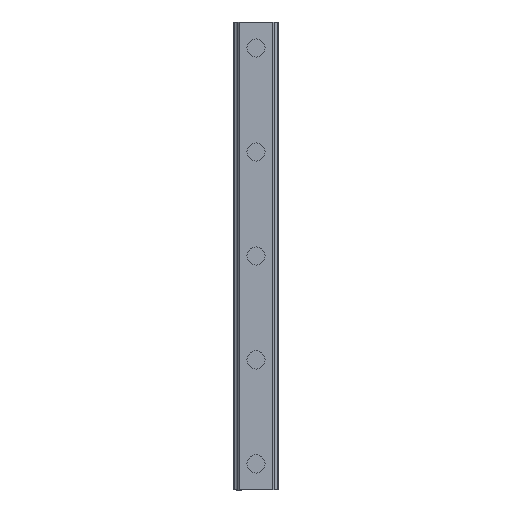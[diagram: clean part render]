
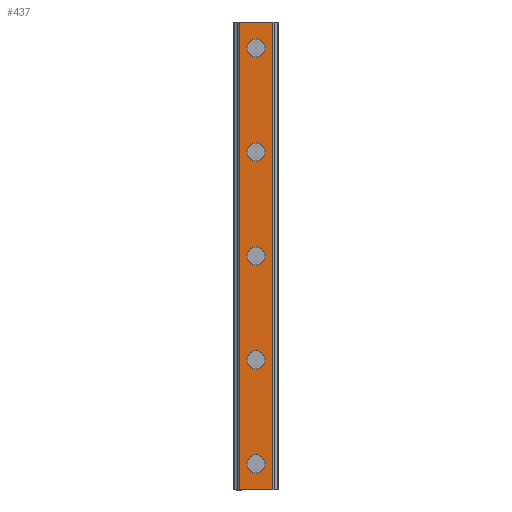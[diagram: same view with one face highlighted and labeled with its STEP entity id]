
A CAD part, top view. The second image highlights one B-rep face of the part: STEP entity #437.
In plain terms, the highlighted planar face has unit normal (0, 0, 1).
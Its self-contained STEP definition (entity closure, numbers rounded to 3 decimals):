
#437=ADVANCED_FACE('',(#898,#899,#900,#901,#902,#903),#904,.T.);
#898=FACE_BOUND('',#1381,.T.);
#899=FACE_BOUND('',#1382,.T.);
#900=FACE_BOUND('',#1383,.T.);
#901=FACE_BOUND('',#1384,.T.);
#902=FACE_BOUND('',#1385,.T.);
#903=FACE_OUTER_BOUND('',#1386,.T.);
#904=PLANE('',#1387);
#1381=EDGE_LOOP('',(#2657,#2658));
#1382=EDGE_LOOP('',(#2659,#2660));
#1383=EDGE_LOOP('',(#2661,#2662));
#1384=EDGE_LOOP('',(#2663,#2664));
#1385=EDGE_LOOP('',(#2665,#2666));
#1386=EDGE_LOOP('',(#2667,#2668,#2669,#2670));
#1387=AXIS2_PLACEMENT_3D('',#2671,#2672,#2673);
#2657=ORIENTED_EDGE('',*,*,#2900,.T.);
#2658=ORIENTED_EDGE('',*,*,#3285,.T.);
#2659=ORIENTED_EDGE('',*,*,#2890,.T.);
#2660=ORIENTED_EDGE('',*,*,#3291,.T.);
#2661=ORIENTED_EDGE('',*,*,#2880,.T.);
#2662=ORIENTED_EDGE('',*,*,#3297,.T.);
#2663=ORIENTED_EDGE('',*,*,#2870,.T.);
#2664=ORIENTED_EDGE('',*,*,#3303,.T.);
#2665=ORIENTED_EDGE('',*,*,#2860,.T.);
#2666=ORIENTED_EDGE('',*,*,#3309,.T.);
#2667=ORIENTED_EDGE('',*,*,#3264,.T.);
#2668=ORIENTED_EDGE('',*,*,#3356,.F.);
#2669=ORIENTED_EDGE('',*,*,#3134,.T.);
#2670=ORIENTED_EDGE('',*,*,#3354,.T.);
#2671=CARTESIAN_POINT('',(0.0,360.0,27.5));
#2672=DIRECTION('',(0.0,0.0,1.0));
#2673=DIRECTION('',(-1.0,0.0,0.0));
#2860=EDGE_CURVE('',#3412,#3409,#3413,.T.);
#2870=EDGE_CURVE('',#3430,#3427,#3431,.T.);
#2880=EDGE_CURVE('',#3448,#3445,#3449,.T.);
#2890=EDGE_CURVE('',#3466,#3463,#3467,.T.);
#2900=EDGE_CURVE('',#3484,#3481,#3485,.T.);
#3134=EDGE_CURVE('',#3838,#3836,#3839,.T.);
#3264=EDGE_CURVE('',#4053,#4051,#4054,.T.);
#3285=EDGE_CURVE('',#3481,#3484,#4093,.T.);
#3291=EDGE_CURVE('',#3463,#3466,#4099,.T.);
#3297=EDGE_CURVE('',#3445,#3448,#4105,.T.);
#3303=EDGE_CURVE('',#3427,#3430,#4111,.T.);
#3309=EDGE_CURVE('',#3409,#3412,#4117,.T.);
#3354=EDGE_CURVE('',#3836,#4053,#4162,.T.);
#3356=EDGE_CURVE('',#3838,#4051,#4164,.T.);
#3409=VERTEX_POINT('',#4219);
#3412=VERTEX_POINT('',#4223);
#3413=CIRCLE('',#4224,7.0);
#3427=VERTEX_POINT('',#4241);
#3430=VERTEX_POINT('',#4245);
#3431=CIRCLE('',#4246,7.0);
#3445=VERTEX_POINT('',#4263);
#3448=VERTEX_POINT('',#4267);
#3449=CIRCLE('',#4268,7.0);
#3463=VERTEX_POINT('',#4285);
#3466=VERTEX_POINT('',#4289);
#3467=CIRCLE('',#4290,7.0);
#3481=VERTEX_POINT('',#4307);
#3484=VERTEX_POINT('',#4311);
#3485=CIRCLE('',#4312,7.0);
#3836=VERTEX_POINT('',#4799);
#3838=VERTEX_POINT('',#4802);
#3839=LINE('',#4803,#4804);
#4051=VERTEX_POINT('',#5102);
#4053=VERTEX_POINT('',#5105);
#4054=LINE('',#5106,#5107);
#4093=CIRCLE('',#5156,7.0);
#4099=CIRCLE('',#5162,7.0);
#4105=CIRCLE('',#5168,7.0);
#4111=CIRCLE('',#5174,7.0);
#4117=CIRCLE('',#5180,7.0);
#4162=LINE('',#5245,#5246);
#4164=LINE('',#5248,#5249);
#4219=CARTESIAN_POINT('',(7.0,20.0,27.5));
#4223=CARTESIAN_POINT('',(-7.0,20.0,27.5));
#4224=AXIS2_PLACEMENT_3D('',#5321,#5322,#5323);
#4241=CARTESIAN_POINT('',(7.0,100.0,27.5));
#4245=CARTESIAN_POINT('',(-7.0,100.0,27.5));
#4246=AXIS2_PLACEMENT_3D('',#5337,#5338,#5339);
#4263=CARTESIAN_POINT('',(7.0,180.0,27.5));
#4267=CARTESIAN_POINT('',(-7.0,180.0,27.5));
#4268=AXIS2_PLACEMENT_3D('',#5353,#5354,#5355);
#4285=CARTESIAN_POINT('',(7.0,260.0,27.5));
#4289=CARTESIAN_POINT('',(-7.0,260.0,27.5));
#4290=AXIS2_PLACEMENT_3D('',#5369,#5370,#5371);
#4307=CARTESIAN_POINT('',(7.0,340.0,27.5));
#4311=CARTESIAN_POINT('',(-7.0,340.0,27.5));
#4312=AXIS2_PLACEMENT_3D('',#5385,#5386,#5387);
#4799=CARTESIAN_POINT('',(-13.042,360.0,27.5));
#4802=CARTESIAN_POINT('',(13.042,360.0,27.5));
#4803=CARTESIAN_POINT('',(13.042,360.0,27.5));
#4804=VECTOR('',#5630,1.0);
#5102=CARTESIAN_POINT('',(13.042,0.0,27.5));
#5105=CARTESIAN_POINT('',(-13.042,0.0,27.5));
#5106=CARTESIAN_POINT('',(13.042,0.0,27.5));
#5107=VECTOR('',#5772,1.0);
#5156=AXIS2_PLACEMENT_3D('',#5810,#5811,#5812);
#5162=AXIS2_PLACEMENT_3D('',#5819,#5820,#5821);
#5168=AXIS2_PLACEMENT_3D('',#5828,#5829,#5830);
#5174=AXIS2_PLACEMENT_3D('',#5837,#5838,#5839);
#5180=AXIS2_PLACEMENT_3D('',#5846,#5847,#5848);
#5245=CARTESIAN_POINT('',(-13.042,360.0,27.5));
#5246=VECTOR('',#5875,1.0);
#5248=CARTESIAN_POINT('',(13.042,360.0,27.5));
#5249=VECTOR('',#5876,1.0);
#5321=CARTESIAN_POINT('',(0.0,20.0,27.5));
#5322=DIRECTION('',(0.0,0.0,-1.0));
#5323=DIRECTION('',(1.0,0.0,0.0));
#5337=CARTESIAN_POINT('',(0.0,100.0,27.5));
#5338=DIRECTION('',(0.0,0.0,-1.0));
#5339=DIRECTION('',(1.0,0.0,0.0));
#5353=CARTESIAN_POINT('',(0.0,180.0,27.5));
#5354=DIRECTION('',(0.0,0.0,-1.0));
#5355=DIRECTION('',(1.0,0.0,0.0));
#5369=CARTESIAN_POINT('',(0.0,260.0,27.5));
#5370=DIRECTION('',(0.0,0.0,-1.0));
#5371=DIRECTION('',(1.0,0.0,0.0));
#5385=CARTESIAN_POINT('',(0.0,340.0,27.5));
#5386=DIRECTION('',(0.0,0.0,-1.0));
#5387=DIRECTION('',(1.0,0.0,0.0));
#5630=DIRECTION('',(-1.0,0.0,0.0));
#5772=DIRECTION('',(1.0,0.0,0.0));
#5810=CARTESIAN_POINT('',(0.0,340.0,27.5));
#5811=DIRECTION('',(0.0,0.0,-1.0));
#5812=DIRECTION('',(1.0,0.0,0.0));
#5819=CARTESIAN_POINT('',(0.0,260.0,27.5));
#5820=DIRECTION('',(0.0,0.0,-1.0));
#5821=DIRECTION('',(1.0,0.0,0.0));
#5828=CARTESIAN_POINT('',(0.0,180.0,27.5));
#5829=DIRECTION('',(0.0,0.0,-1.0));
#5830=DIRECTION('',(1.0,0.0,0.0));
#5837=CARTESIAN_POINT('',(0.0,100.0,27.5));
#5838=DIRECTION('',(0.0,0.0,-1.0));
#5839=DIRECTION('',(1.0,0.0,0.0));
#5846=CARTESIAN_POINT('',(0.0,20.0,27.5));
#5847=DIRECTION('',(0.0,0.0,-1.0));
#5848=DIRECTION('',(1.0,0.0,0.0));
#5875=DIRECTION('',(0.0,-1.0,0.0));
#5876=DIRECTION('',(0.0,-1.0,0.0));
